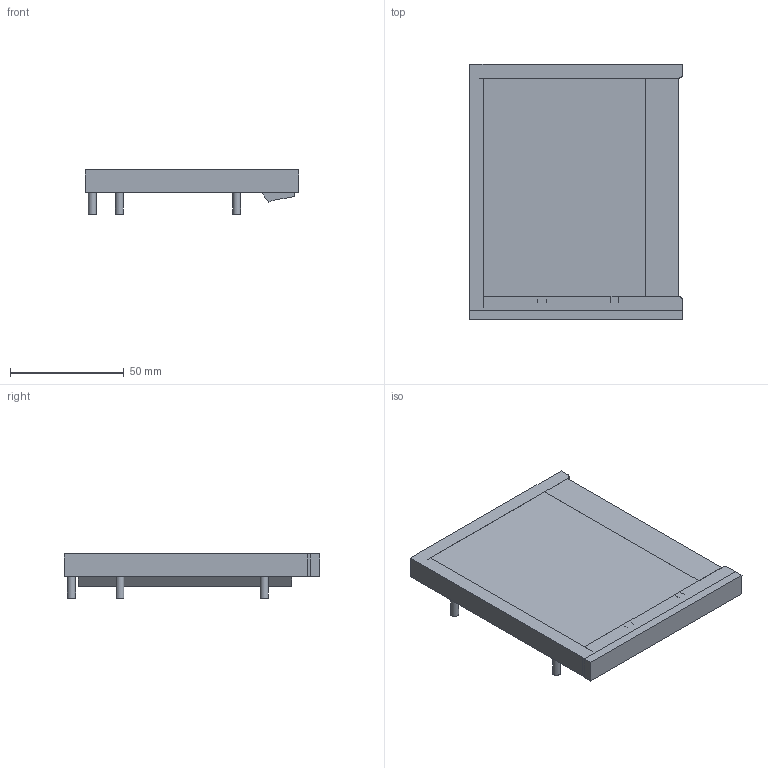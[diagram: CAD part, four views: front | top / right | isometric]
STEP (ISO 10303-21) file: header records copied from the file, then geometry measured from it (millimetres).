
FILE_DESCRIPTION(/* description */ (''),/* implementation_level */ '2;1');
FILE_NAME(/* name */ 'cubierta.step',/* time_stamp */ '2024-01-30T23:35:33+01:00',/* author */ (''),/* organization */ (''),/* preprocessor_version */ 'ST-DEVELOPER v20',/* originating_system */ 'Autodesk Translation Framework v12.14.0.127',/* authorisation */ '');
FILE_SCHEMA (('AUTOMOTIVE_DESIGN { 1 0 10303 214 3 1 1 }'));
Length unit declared in the file: millimetre
Products named in the file (2): Base doble; Componente1
Assembly tree (1 placements, depth 2):
  Base doble
    Componente1
Bounding box: 94.1 x 112.7 x 19.52 mm (x, y, z)
Volume: 61508.2 mm3; surface area: 31575 mm2
Topology: 2 solids, 2 shells, 139 faces, 401 edges, 264 vertices
Faces by surface type: plane 135, cylinder 4
Full cylindrical faces by diameter (mm): 3.5 x4
Entity records: 4535 total; most frequent: CARTESIAN_POINT 807, ORIENTED_EDGE 802, DIRECTION 693, EDGE_CURVE 401, LINE 393, VECTOR 393, VERTEX_POINT 264, AXIS2_PLACEMENT_3D 150
